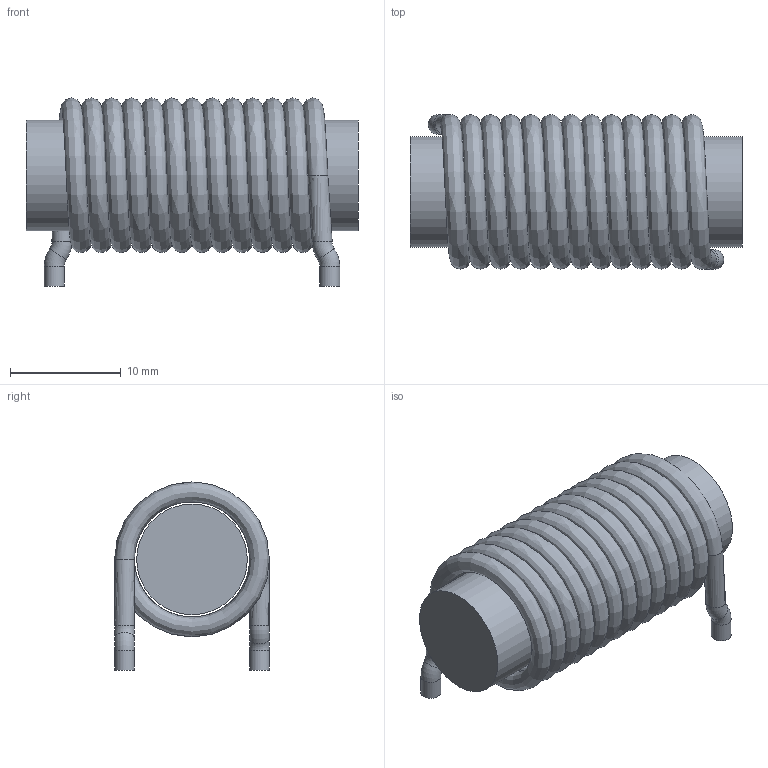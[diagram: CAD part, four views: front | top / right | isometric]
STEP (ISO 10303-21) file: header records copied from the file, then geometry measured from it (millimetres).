
FILE_DESCRIPTION(/* description */ ('Unknown'),/* implementation_level */ '2;1');
FILE_NAME(/* name */ 'L_Wurth_WE-SD_744710615',/* time_stamp */ '2025-06-12T13:44:31+08:00',/* author */ ('Unknown'),/* organization */ ('Unknown'),/* preprocessor_version */ 'ST-DEVELOPER v19.4',/* originating_system */ 'Solid Edge',/* authorisation */ 'Unknown');
FILE_SCHEMA (('AUTOMOTIVE_DESIGN {1 0 10303 214 3 1 1}'));
Length unit declared in the file: millimetre
Products named in the file (2): L_Wurth_WE-SD_744710615
Assembly tree (1 placements, depth 2):
  L_Wurth_WE-SD_744710615
    L_Wurth_WE-SD_744710615
Bounding box: 30 x 14 x 17 mm (x, y, z)
Volume: 3627.2 mm3; surface area: 3935.3 mm2
Topology: 2 solids, 2 shells, 14 faces, 24 edges, 14 vertices
Faces by surface type: torus 4, plane 4, cylinder 3, bspline 3
Full cylindrical faces by diameter (mm): 1.798 x2, 10 x1
Entity records: 1708 total; most frequent: CARTESIAN_POINT 1380, DIRECTION 42, ORIENTED_EDGE 24, EDGE_LOOP 24, FACE_BOUND 24, AXIS2_PLACEMENT_3D 21, ADVANCED_FACE 14, EDGE_CURVE 12
